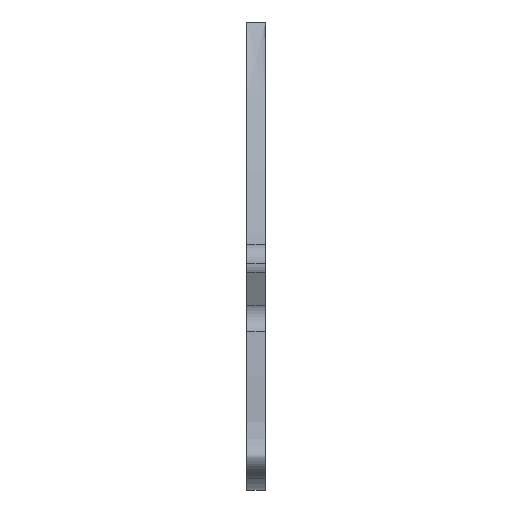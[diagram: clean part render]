
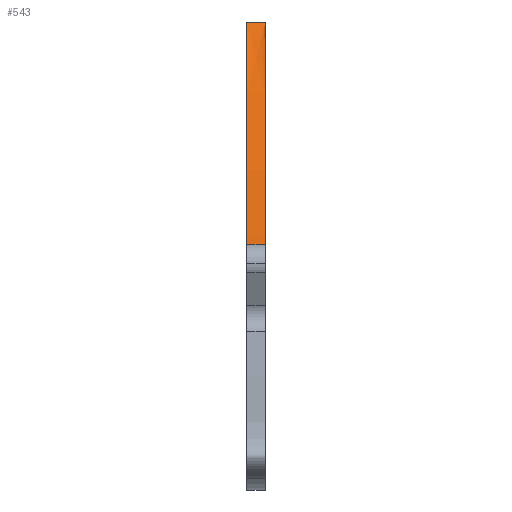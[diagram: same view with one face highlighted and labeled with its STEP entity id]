
A CAD part, top view. The second image highlights one B-rep face of the part: STEP entity #543.
In plain terms, the highlighted free-form (B-spline) face has degree [3, 1] with [17, 2] control points.
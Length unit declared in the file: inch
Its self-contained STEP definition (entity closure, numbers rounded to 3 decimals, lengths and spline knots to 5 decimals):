
#4 = CARTESIAN_POINT ( 'NONE',  ( -0.125, 43.1101, -42.75095 ) ) ;
#22 = CARTESIAN_POINT ( 'NONE',  ( -0.125, 44.67588, -44.55659 ) ) ;
#28 = CARTESIAN_POINT ( 'NONE',  ( -0.125, 44.2707, -44.13123 ) ) ;
#34 = EDGE_CURVE ( 'NONE', #528, #361, #519, .T. ) ;
#58 = CARTESIAN_POINT ( 'NONE',  ( -0.125, 42.00756, -41.20336 ) ) ;
#62 = CARTESIAN_POINT ( 'NONE',  ( 0.125, 41.12154, -39.72639 ) ) ;
#67 = CARTESIAN_POINT ( 'NONE',  ( -0.125, 44.74483, -44.61533 ) ) ;
#71 = CARTESIAN_POINT ( 'NONE',  ( -0.125, 43.75863, -43.54889 ) ) ;
#77 = CARTESIAN_POINT ( 'NONE',  ( -0.125, 44.45522, -44.332 ) ) ;
#81 = CARTESIAN_POINT ( 'NONE',  ( -0.125, 42.75065, -42.27727 ) ) ;
#86 = CARTESIAN_POINT ( 'NONE',  ( 0.125, 44.61215, -44.48997 ) ) ;
#94 = CARTESIAN_POINT ( 'NONE',  ( 0.125, 41.17488, -39.82298 ) ) ;
#99 = VECTOR ( 'NONE', #175, 39.37008 ) ;
#121 = VERTEX_POINT ( 'NONE', #740 ) ;
#123 = CARTESIAN_POINT ( 'NONE',  ( 0.125, 44.74483, -44.61533 ) ) ;
#129 = CARTESIAN_POINT ( 'NONE',  ( -0.125, 42.00756, -41.20336 ) ) ;
#133 = CARTESIAN_POINT ( 'NONE',  ( -0.125, 41.17488, -39.82298 ) ) ;
#142 = CARTESIAN_POINT ( 'NONE',  ( 0.125, 44.74409, -44.61606 ) ) ;
#152 = CARTESIAN_POINT ( 'NONE',  ( 0.125, 43.44846, -43.1758 ) ) ;
#160 = CARTESIAN_POINT ( 'NONE',  ( 0.125, 43.1101, -42.75095 ) ) ;
#169 = LINE ( 'NONE', #365, #483 ) ;
#175 = DIRECTION ( 'NONE',  ( -1., 0., 0. ) ) ;
#179 = ORIENTED_EDGE ( 'NONE', *, *, #658, .T. ) ;
#184 = CARTESIAN_POINT ( 'NONE',  ( -0.125, 41.63886, -40.6196 ) ) ;
#193 = CARTESIAN_POINT ( 'NONE',  ( -0.125, 42.38014, -41.75904 ) ) ;
#197 = CARTESIAN_POINT ( 'NONE',  ( 0.125, 44.2707, -44.13123 ) ) ;
#201 = CARTESIAN_POINT ( 'NONE',  ( 0.125, 42.75065, -42.27727 ) ) ;
#217 = CARTESIAN_POINT ( 'NONE',  ( 0.125, 44.74483, -44.61533 ) ) ;
#233 = ORIENTED_EDGE ( 'NONE', *, *, #650, .T. ) ;
#234 = CARTESIAN_POINT ( 'NONE',  ( -0.125, 42.38014, -41.75904 ) ) ;
#256 = FACE_OUTER_BOUND ( 'NONE', #794, .T. ) ;
#270 = CARTESIAN_POINT ( 'NONE',  ( 0.125, 42.38014, -41.75904 ) ) ;
#273 = CARTESIAN_POINT ( 'NONE',  ( 0.125, 42.00756, -41.20336 ) ) ;
#278 = CARTESIAN_POINT ( 'NONE',  ( 0.125, 41.63886, -40.6196 ) ) ;
#280 = CARTESIAN_POINT ( 'NONE',  ( -0.125, 44.03324, -43.86662 ) ) ;
#283 = CARTESIAN_POINT ( 'NONE',  ( 0.125, 41.34443, -40.12388 ) ) ;
#311 = CARTESIAN_POINT ( 'NONE',  ( -0.125, 41.12154, -39.72639 ) ) ;
#333 = CARTESIAN_POINT ( 'NONE',  ( 0.125, 41.34443, -40.12388 ) ) ;
#334 = CARTESIAN_POINT ( 'NONE',  ( -0.125, 43.75863, -43.54889 ) ) ;
#337 = CARTESIAN_POINT ( 'NONE',  ( -0.125, 41.12154, -39.72639 ) ) ;
#338 = CARTESIAN_POINT ( 'NONE',  ( 0.125, 41.63886, -40.6196 ) ) ;
#343 = CARTESIAN_POINT ( 'NONE',  ( 0.125, 42.75065, -42.27727 ) ) ;
#361 = VERTEX_POINT ( 'NONE', #575 ) ;
#365 = CARTESIAN_POINT ( 'NONE',  ( -0.125, 41.12154, -39.72639 ) ) ;
#374 = CARTESIAN_POINT ( 'NONE',  ( 0.125, 41.17488, -39.82298 ) ) ;
#392 = CARTESIAN_POINT ( 'NONE',  ( 0.125, 44.45522, -44.332 ) ) ;
#409 = EDGE_CURVE ( 'NONE', #121, #790, #609, .T. ) ;
#429 = DIRECTION ( 'NONE',  ( 1., 0., 0. ) ) ;
#445 = CARTESIAN_POINT ( 'NONE',  ( 0.125, 43.75863, -43.54889 ) ) ;
#449 = CARTESIAN_POINT ( 'NONE',  ( -0.125, 41.12154, -39.72639 ) ) ;
#453 = CARTESIAN_POINT ( 'NONE',  ( 0.125, 43.44846, -43.1758 ) ) ;
#457 = CARTESIAN_POINT ( 'NONE',  ( -0.125, 44.61215, -44.48997 ) ) ;
#458 = CARTESIAN_POINT ( 'NONE',  ( -0.125, 44.67588, -44.55659 ) ) ;
#460 = CARTESIAN_POINT ( 'NONE',  ( 0.125, 44.2707, -44.13123 ) ) ;
#461 = CARTESIAN_POINT ( 'NONE',  ( -0.125, 41.34443, -40.12388 ) ) ;
#464 = CARTESIAN_POINT ( 'NONE',  ( 0.125, 44.45522, -44.332 ) ) ;
#483 = VECTOR ( 'NONE', #429, 39.37008 ) ;
#485 = CARTESIAN_POINT ( 'NONE',  ( -0.125, 41.34443, -40.12388 ) ) ;
#490 = ORIENTED_EDGE ( 'NONE', *, *, #34, .F. ) ;
#503 = CARTESIAN_POINT ( 'NONE',  ( -0.125, 41.63886, -40.6196 ) ) ;
#507 = CARTESIAN_POINT ( 'NONE',  ( -0.125, 44.74483, -44.61533 ) ) ;
#512 = CARTESIAN_POINT ( 'NONE',  ( -0.125, 43.44846, -43.1758 ) ) ;
#516 = CARTESIAN_POINT ( 'NONE',  ( 0.125, 44.67588, -44.55659 ) ) ;
#519 = B_SPLINE_CURVE_WITH_KNOTS ( 'NONE', 3,
 ( #700, #217, #763, #86, #464, #460, #718, #772, #152, #160, #343, #780, #273, #278, #283, #94, #588 ),
 .UNSPECIFIED., .F., .F.,
 ( 4, 1, 1, 1, 1, 1, 1, 1, 1, 1, 1, 1, 1, 1, 4 ),
 ( 0., 0.00184, 0.00731, 0.01624, 0.02846, 0.0438, 0.06213, 0.08324, 0.1069, 0.13282, 0.16061, 0.18979, 0.21987, 0.25046, 0.26482 ),
 .UNSPECIFIED. ) ;
#525 = CARTESIAN_POINT ( 'NONE',  ( -0.125, 43.1101, -42.75095 ) ) ;
#528 = VERTEX_POINT ( 'NONE', #142 ) ;
#543 = ADVANCED_FACE ( 'NONE', ( #256 ), #795, .F. ) ;
#564 = CARTESIAN_POINT ( 'NONE',  ( 0.125, 44.74409, -44.61606 ) ) ;
#574 = CARTESIAN_POINT ( 'NONE',  ( -0.125, 44.03324, -43.86662 ) ) ;
#575 = CARTESIAN_POINT ( 'NONE',  ( 0.125, 41.12154, -39.72639 ) ) ;
#579 = CARTESIAN_POINT ( 'NONE',  ( 0.125, 44.03324, -43.86662 ) ) ;
#580 = CARTESIAN_POINT ( 'NONE',  ( -0.125, 43.44846, -43.1758 ) ) ;
#585 = CARTESIAN_POINT ( 'NONE',  ( -0.125, 44.45522, -44.332 ) ) ;
#588 = CARTESIAN_POINT ( 'NONE',  ( 0.125, 41.12154, -39.72639 ) ) ;
#609 = B_SPLINE_CURVE_WITH_KNOTS ( 'NONE', 3,
 ( #767, #67, #458, #757, #585, #28, #280, #334, #580, #525, #771, #234, #58, #184, #485, #670, #311 ),
 .UNSPECIFIED., .F., .F.,
 ( 4, 1, 1, 1, 1, 1, 1, 1, 1, 1, 1, 1, 1, 1, 4 ),
 ( 0., 0.00184, 0.00731, 0.01624, 0.02846, 0.0438, 0.06213, 0.08324, 0.1069, 0.13282, 0.16061, 0.18979, 0.21987, 0.25046, 0.26482 ),
 .UNSPECIFIED. ) ;
#620 = CARTESIAN_POINT ( 'NONE',  ( -0.125, 44.74409, -44.61606 ) ) ;
#625 = CARTESIAN_POINT ( 'NONE',  ( 0.125, 42.00756, -41.20336 ) ) ;
#648 = ORIENTED_EDGE ( 'NONE', *, *, #409, .T. ) ;
#650 = EDGE_CURVE ( 'NONE', #528, #121, #806, .T. ) ;
#658 = EDGE_CURVE ( 'NONE', #790, #361, #169, .T. ) ;
#670 = CARTESIAN_POINT ( 'NONE',  ( -0.125, 41.17488, -39.82298 ) ) ;
#694 = CARTESIAN_POINT ( 'NONE',  ( 0.125, 43.1101, -42.75095 ) ) ;
#700 = CARTESIAN_POINT ( 'NONE',  ( 0.125, 44.74409, -44.61606 ) ) ;
#718 = CARTESIAN_POINT ( 'NONE',  ( 0.125, 44.03324, -43.86662 ) ) ;
#740 = CARTESIAN_POINT ( 'NONE',  ( -0.125, 44.74409, -44.61606 ) ) ;
#756 = CARTESIAN_POINT ( 'NONE',  ( 0.125, 44.61215, -44.48997 ) ) ;
#757 = CARTESIAN_POINT ( 'NONE',  ( -0.125, 44.61215, -44.48997 ) ) ;
#761 = CARTESIAN_POINT ( 'NONE',  ( -0.125, 44.2707, -44.13123 ) ) ;
#763 = CARTESIAN_POINT ( 'NONE',  ( 0.125, 44.67588, -44.55659 ) ) ;
#767 = CARTESIAN_POINT ( 'NONE',  ( -0.125, 44.74409, -44.61606 ) ) ;
#771 = CARTESIAN_POINT ( 'NONE',  ( -0.125, 42.75065, -42.27727 ) ) ;
#772 = CARTESIAN_POINT ( 'NONE',  ( 0.125, 43.75863, -43.54889 ) ) ;
#780 = CARTESIAN_POINT ( 'NONE',  ( 0.125, 42.38014, -41.75904 ) ) ;
#790 = VERTEX_POINT ( 'NONE', #337 ) ;
#794 = EDGE_LOOP ( 'NONE', ( #490, #233, #648, #179 ) ) ;
#795 = B_SPLINE_SURFACE_WITH_KNOTS ( 'NONE', 3, 1, ( 
 ( #564, #620 ),
 ( #123, #507 ),
 ( #516, #22 ),
 ( #756, #457 ),
 ( #392, #77 ),
 ( #197, #761 ),
 ( #579, #574 ),
 ( #445, #71 ),
 ( #453, #512 ),
 ( #694, #4 ),
 ( #201, #81 ),
 ( #270, #193 ),
 ( #625, #129 ),
 ( #338, #503 ),
 ( #333, #461 ),
 ( #374, #133 ),
 ( #62, #449 ) ),
 .UNSPECIFIED., .F., .F., .F.,
 ( 4, 1, 1, 1, 1, 1, 1, 1, 1, 1, 1, 1, 1, 1, 4 ),
 ( 2, 2 ),
 ( 0., 0.00184, 0.00731, 0.01624, 0.02846, 0.0438, 0.06213, 0.08324, 0.1069, 0.13282, 0.16061, 0.18979, 0.21987, 0.25046, 0.26482 ),
 ( 0., 1. ),
 .UNSPECIFIED. ) ;
#799 = CARTESIAN_POINT ( 'NONE',  ( 0.125, 44.74409, -44.61606 ) ) ;
#806 = LINE ( 'NONE', #799, #99 ) ;
